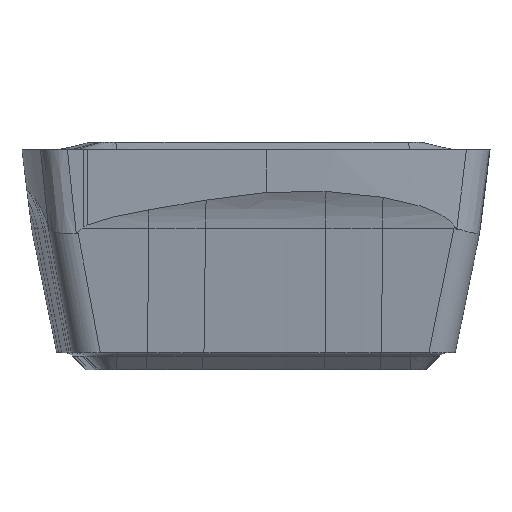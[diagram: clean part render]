
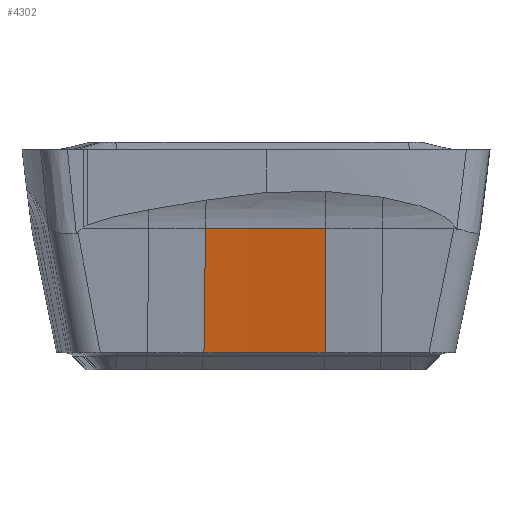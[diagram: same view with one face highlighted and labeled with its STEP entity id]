
A CAD part, left-side view. The second image highlights one B-rep face of the part: STEP entity #4302.
In plain terms, the highlighted conical face has half-angle 11 degrees and reference radius 55.594 mm.
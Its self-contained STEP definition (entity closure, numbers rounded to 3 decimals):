
#182=CARTESIAN_POINT('',(-59.137,-2.628,
-3.6));
#183=DIRECTION('',(0.,0.,-1.));
#184=DIRECTION('',(0.998,0.064,0.));
#185=AXIS2_PLACEMENT_3D('',#182,#183,#184);
#424=DIRECTION('',(-0.191,-0.005,0.982));
#425=VECTOR('',#424,2.241);
#426=CARTESIAN_POINT('',(-3.347,-1.225,-3.6));
#427=LINE('',#426,#425);
#438=DIRECTION('',(-0.19,-0.012,0.982));
#439=VECTOR('',#438,2.241);
#440=CARTESIAN_POINT('',(-3.442,0.923,
-3.6));
#441=LINE('',#440,#439);
#1548=CARTESIAN_POINT('',(-59.137,-2.628,
-1.4));
#1549=DIRECTION('',(0.,0.,1.));
#1550=DIRECTION('',(1.,0.025,0.));
#1551=AXIS2_PLACEMENT_3D('',#1548,#1549,#1550);
#3753=CARTESIAN_POINT('',(-3.442,0.923,
-3.6));
#3754=VERTEX_POINT('',#3753);
#3755=CARTESIAN_POINT('',(-3.347,-1.225,
-3.6));
#3756=VERTEX_POINT('',#3755);
#3811=CARTESIAN_POINT('',(-3.775,-1.235,
-1.4));
#3812=VERTEX_POINT('',#3811);
#3813=CARTESIAN_POINT('',(-3.869,0.896,
-1.4));
#3814=VERTEX_POINT('',#3813);
#4289=CARTESIAN_POINT('',(-59.137,-2.628,
-2.5));
#4290=DIRECTION('',(0.,0.,-1.));
#4291=DIRECTION('',(1.,0.025,0.));
#4292=AXIS2_PLACEMENT_3D('',#4289,#4290,#4291);
#4293=CONICAL_SURFACE('',#4292,55.594,11.);
#4294=ORIENTED_EDGE('',*,*,#4184,.F.);
#4296=ORIENTED_EDGE('',*,*,#4295,.T.);
#4298=ORIENTED_EDGE('',*,*,#4297,.F.);
#4299=ORIENTED_EDGE('',*,*,#4281,.F.);
#4300=EDGE_LOOP('',(#4294,#4296,#4298,#4299));
#4301=FACE_OUTER_BOUND('',#4300,.F.);
#186=CIRCLE('',#185,55.808);
#1552=CIRCLE('',#1551,55.38);
#4184=EDGE_CURVE('',#3754,#3756,#186,.T.);
#4281=EDGE_CURVE('',#3756,#3812,#427,.T.);
#4295=EDGE_CURVE('',#3754,#3814,#441,.T.);
#4297=EDGE_CURVE('',#3812,#3814,#1552,.T.);
#4302=ADVANCED_FACE('',(#4301),#4293,.F.);
